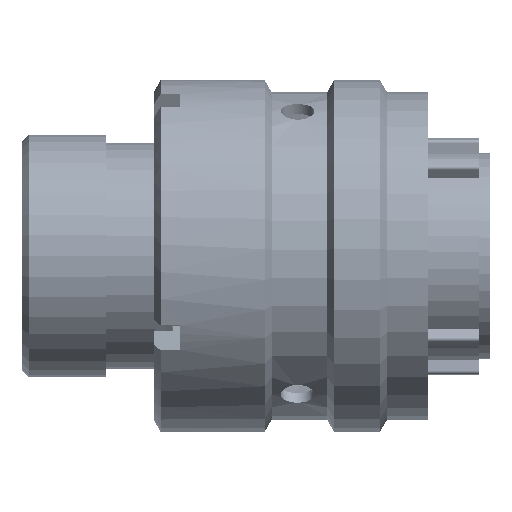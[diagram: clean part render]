
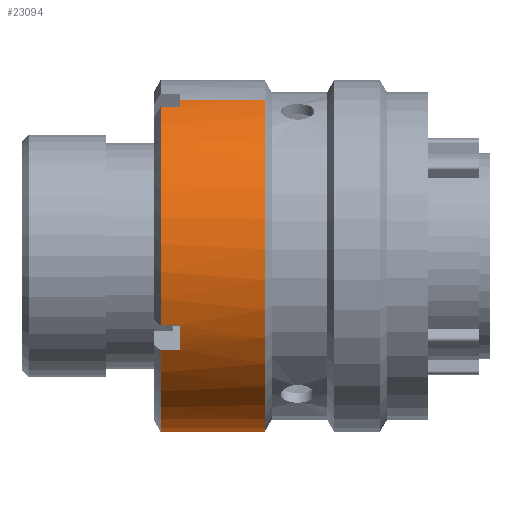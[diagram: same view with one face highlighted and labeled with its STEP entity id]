
A CAD part, front view. The second image highlights one B-rep face of the part: STEP entity #23094.
In plain terms, the highlighted cylindrical face has radius 12.55 mm (diameter 25.1 mm), a partial arc.
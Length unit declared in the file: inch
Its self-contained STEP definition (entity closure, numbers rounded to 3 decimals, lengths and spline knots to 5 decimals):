
#1215 = CARTESIAN_POINT ( 'NONE',  ( 0.44402, 0.19473, -0.4541 ) ) ;
#1217 = CARTESIAN_POINT ( 'NONE',  ( 0.44402, -0.4174, -0.26439 ) ) ;
#1219 = CARTESIAN_POINT ( 'NONE',  ( 0.3889, 0.19473, -0.4541 ) ) ;
#1221 = CARTESIAN_POINT ( 'NONE',  ( 0.44402, -0.26439, 0.4174 ) ) ;
#1223 = CARTESIAN_POINT ( 'NONE',  ( 0.3889, -0.4174, -0.26439 ) ) ;
#1224 = CARTESIAN_POINT ( 'NONE',  ( 0.3889, -0.4541, -0.19473 ) ) ;
#1229 = CARTESIAN_POINT ( 'NONE',  ( 0.44402, -0.4541, -0.19473 ) ) ;
#1231 = CARTESIAN_POINT ( 'NONE',  ( 0.3889, -0.26439, 0.4174 ) ) ;
#1279 = CARTESIAN_POINT ( 'NONE',  ( 0.68102, 0.23029, -0.43714 ) ) ;
#1318 = CARTESIAN_POINT ( 'NONE',  ( 0.44402, 0.23029, -0.43714 ) ) ;
#1322 = CARTESIAN_POINT ( 'NONE',  ( 0.44402, -0.23029, 0.43714 ) ) ;
#1340 = CARTESIAN_POINT ( 'NONE',  ( 0.68102, -0.23029, 0.43714 ) ) ;
#23094 = ADVANCED_FACE ( 'NONE', ( #58089 ), #58088, .T. ) ;
#32892 = ORIENTED_EDGE ( 'NONE', *, *, #128756, .F. ) ;
#32893 = ORIENTED_EDGE ( 'NONE', *, *, #128881, .T. ) ;
#32894 = ORIENTED_EDGE ( 'NONE', *, *, #128883, .T. ) ;
#32896 = ORIENTED_EDGE ( 'NONE', *, *, #128873, .T. ) ;
#32898 = ORIENTED_EDGE ( 'NONE', *, *, #128885, .T. ) ;
#32900 = ORIENTED_EDGE ( 'NONE', *, *, #128886, .T. ) ;
#32901 = ORIENTED_EDGE ( 'NONE', *, *, #128888, .T. ) ;
#32902 = ORIENTED_EDGE ( 'NONE', *, *, #128889, .T. ) ;
#32904 = ORIENTED_EDGE ( 'NONE', *, *, #128891, .T. ) ;
#32906 = ORIENTED_EDGE ( 'NONE', *, *, #128892, .T. ) ;
#32908 = ORIENTED_EDGE ( 'NONE', *, *, #128759, .T. ) ;
#32909 = ORIENTED_EDGE ( 'NONE', *, *, #128893, .F. ) ;
#55197 = AXIS2_PLACEMENT_3D ( 'NONE', #58091, #58117, #58119 ) ;
#58088 = CYLINDRICAL_SURFACE ( 'NONE', #55197, 0.49409 ) ;
#58089 = FACE_OUTER_BOUND ( 'NONE', #77339, .T. ) ;
#58091 = CARTESIAN_POINT ( 'NONE',  ( 1.1389, 0., 0. ) ) ;
#58117 = DIRECTION ( 'NONE',  ( 1., 0., 0. ) ) ;
#58119 = DIRECTION ( 'NONE',  ( 0., 0.466, -0.885 ) ) ;
#61931 = VECTOR ( 'NONE', #64670, 39.37008 ) ;
#61936 = VECTOR ( 'NONE', #64677, 39.37008 ) ;
#64655 = CARTESIAN_POINT ( 'NONE',  ( 1.1389, -0.23029, 0.43714 ) ) ;
#64662 = LINE ( 'NONE', #64655, #61931 ) ;
#64670 = DIRECTION ( 'NONE',  ( 1., 0., 0. ) ) ;
#64672 = LINE ( 'NONE', #64675, #61936 ) ;
#64675 = CARTESIAN_POINT ( 'NONE',  ( 1.1389, 0.23029, -0.43714 ) ) ;
#64677 = DIRECTION ( 'NONE',  ( 1., 0., 0. ) ) ;
#66631 = CARTESIAN_POINT ( 'NONE',  ( 0.3889, 0., 0. ) ) ;
#66633 = DIRECTION ( 'NONE',  ( 1., 0., 0. ) ) ;
#66635 = DIRECTION ( 'NONE',  ( 0., 0.466, -0.885 ) ) ;
#66662 = CARTESIAN_POINT ( 'NONE',  ( 1.1389, -0.26439, 0.4174 ) ) ;
#66664 = LINE ( 'NONE', #66662, #69913 ) ;
#66671 = LINE ( 'NONE', #66674, #69927 ) ;
#66674 = CARTESIAN_POINT ( 'NONE',  ( 1.1389, -0.4174, -0.26439 ) ) ;
#66676 = CARTESIAN_POINT ( 'NONE',  ( 0.44402, 0., 0. ) ) ;
#66678 = DIRECTION ( 'NONE',  ( 1., 0., 0. ) ) ;
#66680 = DIRECTION ( 'NONE',  ( 0., -0.885, -0.466 ) ) ;
#66683 = DIRECTION ( 'NONE',  ( -1., 0., 0. ) ) ;
#66685 = LINE ( 'NONE', #66687, #69920 ) ;
#66687 = CARTESIAN_POINT ( 'NONE',  ( 1.1389, -0.4541, -0.19473 ) ) ;
#66689 = DIRECTION ( 'NONE',  ( 1., 0., 0. ) ) ;
#66692 = LINE ( 'NONE', #66695, #69934 ) ;
#66695 = CARTESIAN_POINT ( 'NONE',  ( 1.1389, 0.19473, -0.4541 ) ) ;
#66697 = CARTESIAN_POINT ( 'NONE',  ( 0.44402, 0., 0. ) ) ;
#66698 = DIRECTION ( 'NONE',  ( 1., 0., 0. ) ) ;
#66699 = DIRECTION ( 'NONE',  ( 0., 0.466, -0.885 ) ) ;
#66701 = DIRECTION ( 'NONE',  ( -1., 0., 0. ) ) ;
#66704 = CARTESIAN_POINT ( 'NONE',  ( 0.3889, 0., 0. ) ) ;
#66706 = DIRECTION ( 'NONE',  ( 1., 0., 0. ) ) ;
#66707 = DIRECTION ( 'NONE',  ( 0., 0.466, -0.885 ) ) ;
#66709 = DIRECTION ( 'NONE',  ( 1., 0., 0. ) ) ;
#66714 = CARTESIAN_POINT ( 'NONE',  ( 0.44402, 0., 0. ) ) ;
#66716 = DIRECTION ( 'NONE',  ( 1., 0., 0. ) ) ;
#66718 = DIRECTION ( 'NONE',  ( 0., 0.885, 0.466 ) ) ;
#66722 = CARTESIAN_POINT ( 'NONE',  ( 0.68102, 0., 0. ) ) ;
#66724 = DIRECTION ( 'NONE',  ( 1., 0., 0. ) ) ;
#66726 = DIRECTION ( 'NONE',  ( 0., 0.466, -0.885 ) ) ;
#69904 = CIRCLE ( 'NONE', #69910, 0.49409 ) ;
#69908 = CIRCLE ( 'NONE', #69916, 0.49409 ) ;
#69910 = AXIS2_PLACEMENT_3D ( 'NONE', #66631, #66633, #66635 ) ;
#69913 = VECTOR ( 'NONE', #66683, 39.37008 ) ;
#69916 = AXIS2_PLACEMENT_3D ( 'NONE', #66676, #66678, #66680 ) ;
#69920 = VECTOR ( 'NONE', #66689, 39.37008 ) ;
#69923 = CIRCLE ( 'NONE', #69930, 0.49409 ) ;
#69927 = VECTOR ( 'NONE', #66701, 39.37008 ) ;
#69930 = AXIS2_PLACEMENT_3D ( 'NONE', #66697, #66698, #66699 ) ;
#69932 = CIRCLE ( 'NONE', #69937, 0.49409 ) ;
#69934 = VECTOR ( 'NONE', #66709, 39.37008 ) ;
#69937 = AXIS2_PLACEMENT_3D ( 'NONE', #66704, #66706, #66707 ) ;
#69939 = CIRCLE ( 'NONE', #69946, 0.49409 ) ;
#69943 = CIRCLE ( 'NONE', #69950, 0.49409 ) ;
#69946 = AXIS2_PLACEMENT_3D ( 'NONE', #66714, #66716, #66718 ) ;
#69950 = AXIS2_PLACEMENT_3D ( 'NONE', #66722, #66724, #66726 ) ;
#77339 = EDGE_LOOP ( 'NONE', ( #32892, #32893, #32894, #32896, #32898, #32900, #32901, #32902, #32904, #32906, #32908, #32909 ) ) ;
#119676 = VERTEX_POINT ( 'NONE', #1215 ) ;
#119679 = VERTEX_POINT ( 'NONE', #1219 ) ;
#119684 = VERTEX_POINT ( 'NONE', #1223 ) ;
#119690 = VERTEX_POINT ( 'NONE', #1217 ) ;
#119696 = VERTEX_POINT ( 'NONE', #1221 ) ;
#119698 = VERTEX_POINT ( 'NONE', #1229 ) ;
#119703 = VERTEX_POINT ( 'NONE', #1224 ) ;
#119713 = VERTEX_POINT ( 'NONE', #1231 ) ;
#119821 = VERTEX_POINT ( 'NONE', #1279 ) ;
#119936 = VERTEX_POINT ( 'NONE', #1322 ) ;
#119940 = VERTEX_POINT ( 'NONE', #1318 ) ;
#119980 = VERTEX_POINT ( 'NONE', #1340 ) ;
#128756 = EDGE_CURVE ( 'NONE', #119936, #119980, #64662, .T. ) ;
#128759 = EDGE_CURVE ( 'NONE', #119940, #119821, #64672, .T. ) ;
#128873 = EDGE_CURVE ( 'NONE', #119713, #119703, #69904, .T. ) ;
#128881 = EDGE_CURVE ( 'NONE', #119936, #119696, #69908, .T. ) ;
#128883 = EDGE_CURVE ( 'NONE', #119696, #119713, #66664, .T. ) ;
#128885 = EDGE_CURVE ( 'NONE', #119703, #119698, #66685, .T. ) ;
#128886 = EDGE_CURVE ( 'NONE', #119698, #119690, #69923, .T. ) ;
#128888 = EDGE_CURVE ( 'NONE', #119690, #119684, #66671, .T. ) ;
#128889 = EDGE_CURVE ( 'NONE', #119684, #119679, #69932, .T. ) ;
#128891 = EDGE_CURVE ( 'NONE', #119679, #119676, #66692, .T. ) ;
#128892 = EDGE_CURVE ( 'NONE', #119676, #119940, #69939, .T. ) ;
#128893 = EDGE_CURVE ( 'NONE', #119980, #119821, #69943, .T. ) ;
